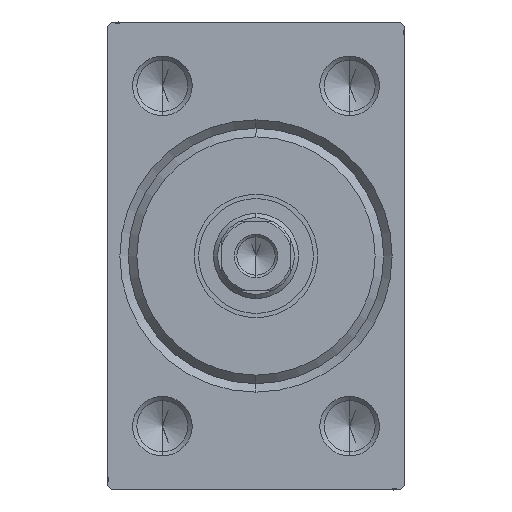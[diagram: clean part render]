
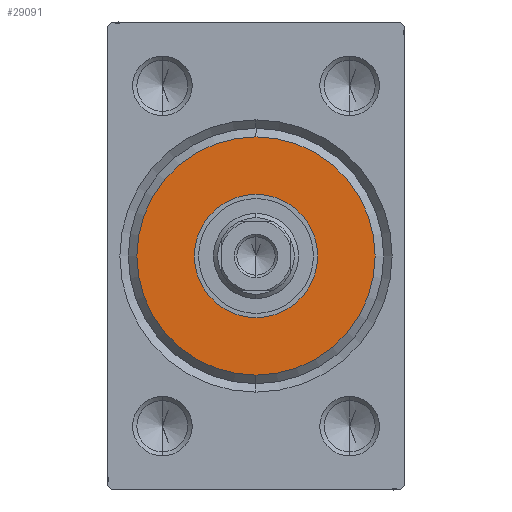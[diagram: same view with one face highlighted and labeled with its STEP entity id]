
A CAD part, left-side view. The second image highlights one B-rep face of the part: STEP entity #29091.
In plain terms, the highlighted face is planar.
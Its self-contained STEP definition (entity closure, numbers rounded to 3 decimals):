
#574 = EDGE_CURVE ( 'NONE', #37669, #26127, #38579, .T. ) ;
#1562 = ORIENTED_EDGE ( 'NONE', *, *, #574, .T. ) ;
#3694 = DIRECTION ( 'NONE',  ( 1., 0., 0. ) ) ;
#4819 = AXIS2_PLACEMENT_3D ( 'NONE', #11732, #11067, #42414 ) ;
#7984 = AXIS2_PLACEMENT_3D ( 'NONE', #28144, #35418, #32219 ) ;
#8060 = VERTEX_POINT ( 'NONE', #37869 ) ;
#9151 = ORIENTED_EDGE ( 'NONE', *, *, #11273, .F. ) ;
#9787 = DIRECTION ( 'NONE',  ( 1., 0., 0. ) ) ;
#9825 = CARTESIAN_POINT ( 'NONE',  ( 3., 0., 0. ) ) ;
#9939 = CIRCLE ( 'NONE', #35331, 14. ) ;
#10383 = FACE_OUTER_BOUND ( 'NONE', #18838, .T. ) ;
#11067 = DIRECTION ( 'NONE',  ( 1., 0., 0. ) ) ;
#11273 = EDGE_CURVE ( 'NONE', #8060, #39192, #11961, .T. ) ;
#11732 = CARTESIAN_POINT ( 'NONE',  ( 3., 0., 0. ) ) ;
#11961 = CIRCLE ( 'NONE', #22847, 7.25 ) ;
#15045 = ORIENTED_EDGE ( 'NONE', *, *, #39017, .F. ) ;
#15642 = CARTESIAN_POINT ( 'NONE',  ( 3., 0., 7.25 ) ) ;
#17474 = EDGE_LOOP ( 'NONE', ( #9151, #15045 ) ) ;
#17542 = DIRECTION ( 'NONE',  ( 0., 0., -1. ) ) ;
#18838 = EDGE_LOOP ( 'NONE', ( #32871, #1562 ) ) ;
#20302 = CIRCLE ( 'NONE', #7984, 7.25 ) ;
#22847 = AXIS2_PLACEMENT_3D ( 'NONE', #41801, #27924, #34762 ) ;
#23412 = DIRECTION ( 'NONE',  ( 0., 0., -1. ) ) ;
#26127 = VERTEX_POINT ( 'NONE', #36267 ) ;
#26819 = CARTESIAN_POINT ( 'NONE',  ( 3., 0., 0. ) ) ;
#27632 = EDGE_CURVE ( 'NONE', #26127, #37669, #9939, .T. ) ;
#27924 = DIRECTION ( 'NONE',  ( 1., 0., 0. ) ) ;
#28144 = CARTESIAN_POINT ( 'NONE',  ( 3., 0., 0. ) ) ;
#29091 = ADVANCED_FACE ( 'NONE', ( #10383, #38564 ), #39240, .T. ) ;
#32219 = DIRECTION ( 'NONE',  ( 0., 0., -1. ) ) ;
#32871 = ORIENTED_EDGE ( 'NONE', *, *, #27632, .T. ) ;
#34762 = DIRECTION ( 'NONE',  ( 0., 0., -1. ) ) ;
#35331 = AXIS2_PLACEMENT_3D ( 'NONE', #9825, #3694, #17542 ) ;
#35418 = DIRECTION ( 'NONE',  ( 1., 0., 0. ) ) ;
#36267 = CARTESIAN_POINT ( 'NONE',  ( 3., 0., 14. ) ) ;
#37669 = VERTEX_POINT ( 'NONE', #43855 ) ;
#37849 = AXIS2_PLACEMENT_3D ( 'NONE', #26819, #9787, #23412 ) ;
#37869 = CARTESIAN_POINT ( 'NONE',  ( 3., 0., -7.25 ) ) ;
#38564 = FACE_BOUND ( 'NONE', #17474, .T. ) ;
#38579 = CIRCLE ( 'NONE', #37849, 14. ) ;
#39017 = EDGE_CURVE ( 'NONE', #39192, #8060, #20302, .T. ) ;
#39192 = VERTEX_POINT ( 'NONE', #15642 ) ;
#39240 = PLANE ( 'NONE',  #4819 ) ;
#41801 = CARTESIAN_POINT ( 'NONE',  ( 3., 0., 0. ) ) ;
#42414 = DIRECTION ( 'NONE',  ( 0., 0., -1. ) ) ;
#43855 = CARTESIAN_POINT ( 'NONE',  ( 3., 0., -14. ) ) ;
